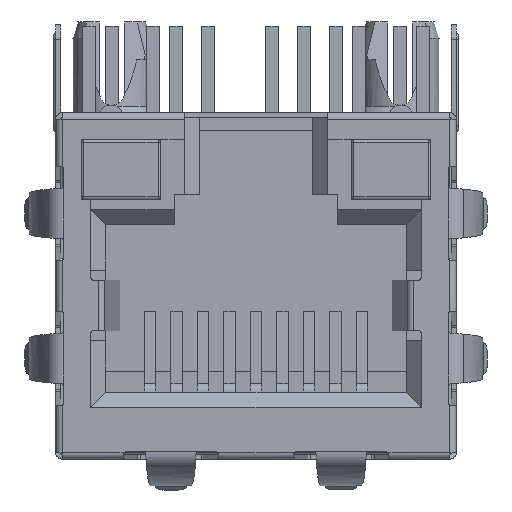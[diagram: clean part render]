
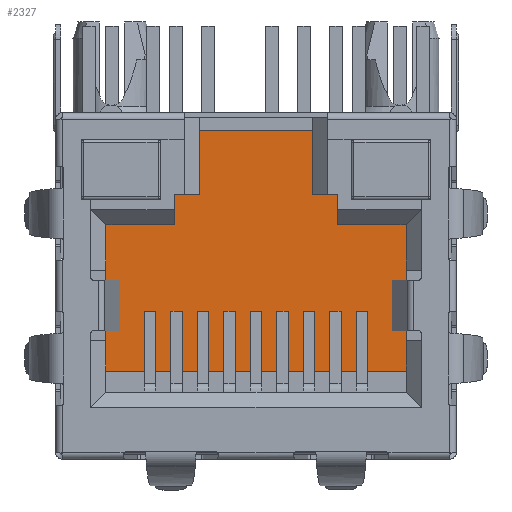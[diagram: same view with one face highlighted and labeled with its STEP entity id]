
A CAD part, front view. The second image highlights one B-rep face of the part: STEP entity #2327.
In plain terms, the highlighted planar face has unit normal (0, -1, 0).
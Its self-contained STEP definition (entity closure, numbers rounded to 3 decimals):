
#2327 = ADVANCED_FACE( '', ( #4771 ), #4772, .T. );
#4771 = FACE_OUTER_BOUND( '', #8096, .T. );
#4772 = PLANE( '', #8097 );
#8096 = EDGE_LOOP( '', ( #15006, #15007, #15008, #15009, #15010, #15011, #15012, #15013, #15014, #15015, #15016, #15017, #15018, #15019, #15020, #15021 ) );
#8097 = AXIS2_PLACEMENT_3D( '', #15022, #15023, #15024 );
#15006 = ORIENTED_EDGE( '', *, *, #19509, .F. );
#15007 = ORIENTED_EDGE( '', *, *, #17504, .F. );
#15008 = ORIENTED_EDGE( '', *, *, #18621, .F. );
#15009 = ORIENTED_EDGE( '', *, *, #19565, .F. );
#15010 = ORIENTED_EDGE( '', *, *, #18307, .F. );
#15011 = ORIENTED_EDGE( '', *, *, #18664, .F. );
#15012 = ORIENTED_EDGE( '', *, *, #17320, .F. );
#15013 = ORIENTED_EDGE( '', *, *, #17043, .F. );
#15014 = ORIENTED_EDGE( '', *, *, #19566, .F. );
#15015 = ORIENTED_EDGE( '', *, *, #17736, .F. );
#15016 = ORIENTED_EDGE( '', *, *, #19567, .F. );
#15017 = ORIENTED_EDGE( '', *, *, #18969, .F. );
#15018 = ORIENTED_EDGE( '', *, *, #19568, .F. );
#15019 = ORIENTED_EDGE( '', *, *, #18704, .F. );
#15020 = ORIENTED_EDGE( '', *, *, #18929, .F. );
#15021 = ORIENTED_EDGE( '', *, *, #19369, .F. );
#15022 = CARTESIAN_POINT( '', ( 3.25, -0.32, 2.43 ) );
#15023 = DIRECTION( '', ( 0., -1., 0. ) );
#15024 = DIRECTION( '', ( 0., 0., -1. ) );
#17043 = EDGE_CURVE( '', #20447, #20449, #20450, .T. );
#17320 = EDGE_CURVE( '', #20449, #20924, #20925, .T. );
#17504 = EDGE_CURVE( '', #21233, #21234, #21235, .T. );
#17736 = EDGE_CURVE( '', #21615, #21617, #21618, .T. );
#18307 = EDGE_CURVE( '', #22507, #22509, #22510, .T. );
#18621 = EDGE_CURVE( '', #22182, #21233, #22947, .T. );
#18664 = EDGE_CURVE( '', #20924, #22507, #23005, .T. );
#18704 = EDGE_CURVE( '', #23053, #23055, #23056, .T. );
#18929 = EDGE_CURVE( '', #20490, #23053, #23352, .T. );
#18969 = EDGE_CURVE( '', #23403, #23405, #23406, .T. );
#19369 = EDGE_CURVE( '', #23915, #20490, #23918, .T. );
#19509 = EDGE_CURVE( '', #21234, #23915, #24081, .T. );
#19565 = EDGE_CURVE( '', #22509, #22182, #24139, .T. );
#19566 = EDGE_CURVE( '', #21617, #20447, #24140, .T. );
#19567 = EDGE_CURVE( '', #23405, #21615, #24141, .T. );
#19568 = EDGE_CURVE( '', #23055, #23403, #24142, .T. );
#20447 = VERTEX_POINT( '', #25469 );
#20449 = VERTEX_POINT( '', #25472 );
#20450 = LINE( '', #25473, #25474 );
#20490 = VERTEX_POINT( '', #25530 );
#20924 = VERTEX_POINT( '', #26312 );
#20925 = LINE( '', #26313, #26314 );
#21233 = VERTEX_POINT( '', #26879 );
#21234 = VERTEX_POINT( '', #26880 );
#21235 = LINE( '', #26881, #26882 );
#21615 = VERTEX_POINT( '', #27503 );
#21617 = VERTEX_POINT( '', #27506 );
#21618 = LINE( '', #27507, #27508 );
#22182 = VERTEX_POINT( '', #28492 );
#22507 = VERTEX_POINT( '', #29115 );
#22509 = VERTEX_POINT( '', #29118 );
#22510 = LINE( '', #29119, #29120 );
#22947 = LINE( '', #30014, #30015 );
#23005 = LINE( '', #30099, #30100 );
#23053 = VERTEX_POINT( '', #30172 );
#23055 = VERTEX_POINT( '', #30175 );
#23056 = LINE( '', #30176, #30177 );
#23352 = LINE( '', #30721, #30722 );
#23403 = VERTEX_POINT( '', #30883 );
#23405 = VERTEX_POINT( '', #30886 );
#23406 = LINE( '', #30887, #30888 );
#23915 = VERTEX_POINT( '', #31942 );
#23918 = LINE( '', #31946, #31947 );
#24081 = LINE( '', #32216, #32217 );
#24139 = LINE( '', #32347, #32348 );
#24140 = LINE( '', #32349, #32350 );
#24141 = LINE( '', #32351, #32352 );
#24142 = LINE( '', #32353, #32354 );
#25469 = CARTESIAN_POINT( '', ( 2.25, -0.32, 6.17 ) );
#25472 = CARTESIAN_POINT( '', ( 2.25, -0.32, 3.63 ) );
#25473 = CARTESIAN_POINT( '', ( 2.25, -0.32, 6.17 ) );
#25474 = VECTOR( '', #33105, 1000. );
#25530 = CARTESIAN_POINT( '', ( -5.95, -0.32, -2.17 ) );
#26312 = CARTESIAN_POINT( '', ( 3.25, -0.32, 3.63 ) );
#26313 = CARTESIAN_POINT( '', ( 2.25, -0.32, 3.63 ) );
#26314 = VECTOR( '', #33375, 1000. );
#26879 = CARTESIAN_POINT( '', ( 5.95, -0.32, -2.17 ) );
#26880 = CARTESIAN_POINT( '', ( 5.95, -0.32, -3.41 ) );
#26881 = CARTESIAN_POINT( '', ( 5.95, -0.32, 2.43 ) );
#26882 = VECTOR( '', #33532, 1000. );
#27503 = CARTESIAN_POINT( '', ( -2.25, -0.32, 3.63 ) );
#27506 = CARTESIAN_POINT( '', ( -2.25, -0.32, 6.17 ) );
#27507 = CARTESIAN_POINT( '', ( -2.25, -0.32, 3.63 ) );
#27508 = VECTOR( '', #33766, 1000. );
#28492 = CARTESIAN_POINT( '', ( 5.95, -0.32, 0.63 ) );
#29115 = CARTESIAN_POINT( '', ( 3.25, -0.32, 2.43 ) );
#29118 = CARTESIAN_POINT( '', ( 5.95, -0.32, 2.43 ) );
#29119 = CARTESIAN_POINT( '', ( 3.25, -0.32, 2.43 ) );
#29120 = VECTOR( '', #34325, 1000. );
#30014 = CARTESIAN_POINT( '', ( 5.95, -0.32, 2.43 ) );
#30015 = VECTOR( '', #34606, 1000. );
#30099 = CARTESIAN_POINT( '', ( 3.25, -0.32, 3.63 ) );
#30100 = VECTOR( '', #34642, 1000. );
#30172 = CARTESIAN_POINT( '', ( -5.95, -0.32, 0.63 ) );
#30175 = CARTESIAN_POINT( '', ( -5.95, -0.32, 2.43 ) );
#30176 = CARTESIAN_POINT( '', ( -5.95, -0.32, -4.22 ) );
#30177 = VECTOR( '', #34676, 1000. );
#30721 = CARTESIAN_POINT( '', ( -5.95, -0.32, -4.22 ) );
#30722 = VECTOR( '', #34871, 1000. );
#30883 = CARTESIAN_POINT( '', ( -3.25, -0.32, 2.43 ) );
#30886 = CARTESIAN_POINT( '', ( -3.25, -0.32, 3.63 ) );
#30887 = CARTESIAN_POINT( '', ( -3.25, -0.32, 2.43 ) );
#30888 = VECTOR( '', #34896, 1000. );
#31942 = CARTESIAN_POINT( '', ( -5.95, -0.32, -3.41 ) );
#31946 = CARTESIAN_POINT( '', ( -5.95, -0.32, -4.22 ) );
#31947 = VECTOR( '', #35201, 1000. );
#32216 = CARTESIAN_POINT( '', ( 3.25, -0.32, -3.41 ) );
#32217 = VECTOR( '', #35301, 1000. );
#32347 = CARTESIAN_POINT( '', ( 5.95, -0.32, 2.43 ) );
#32348 = VECTOR( '', #35331, 1000. );
#32349 = CARTESIAN_POINT( '', ( -2.25, -0.32, 6.17 ) );
#32350 = VECTOR( '', #35332, 1000. );
#32351 = CARTESIAN_POINT( '', ( -3.25, -0.32, 3.63 ) );
#32352 = VECTOR( '', #35333, 1000. );
#32353 = CARTESIAN_POINT( '', ( -5.95, -0.32, 2.43 ) );
#32354 = VECTOR( '', #35334, 1000. );
#33105 = DIRECTION( '', ( 0., 0., -1. ) );
#33375 = DIRECTION( '', ( 1., 0., 0. ) );
#33532 = DIRECTION( '', ( 0., 0., -1. ) );
#33766 = DIRECTION( '', ( 0., 0., 1. ) );
#34325 = DIRECTION( '', ( 1., 0., 0. ) );
#34606 = DIRECTION( '', ( 0., 0., -1. ) );
#34642 = DIRECTION( '', ( 0., 0., -1. ) );
#34676 = DIRECTION( '', ( 0., 0., 1. ) );
#34871 = DIRECTION( '', ( 0., 0., 1. ) );
#34896 = DIRECTION( '', ( 0., 0., 1. ) );
#35201 = DIRECTION( '', ( 0., 0., 1. ) );
#35301 = DIRECTION( '', ( -1., 0., 0. ) );
#35331 = DIRECTION( '', ( 0., 0., -1. ) );
#35332 = DIRECTION( '', ( 1., 0., 0. ) );
#35333 = DIRECTION( '', ( 1., 0., 0. ) );
#35334 = DIRECTION( '', ( 1., 0., 0. ) );
